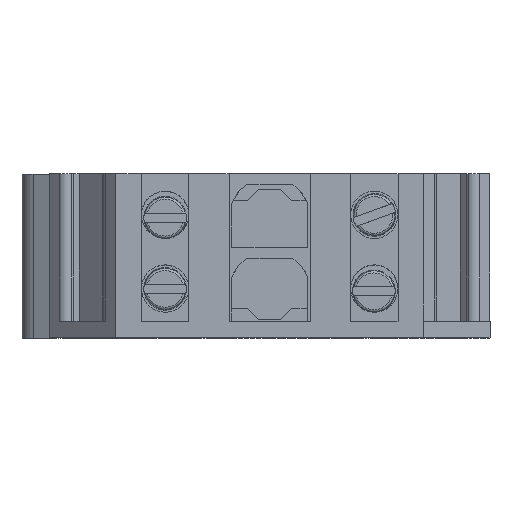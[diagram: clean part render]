
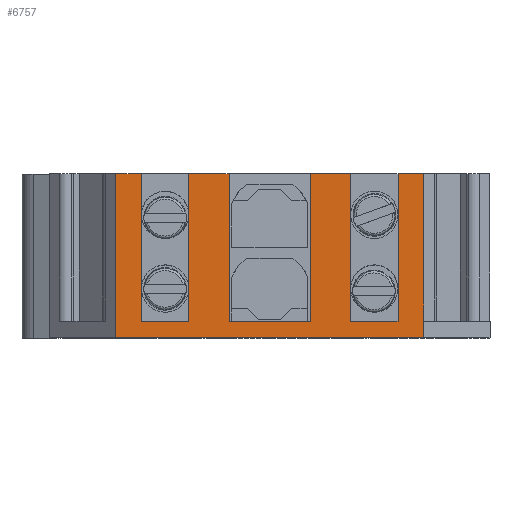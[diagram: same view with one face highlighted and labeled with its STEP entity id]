
A CAD part, top view. The second image highlights one B-rep face of the part: STEP entity #6757.
In plain terms, the highlighted planar face has unit normal (0, 0, 1).
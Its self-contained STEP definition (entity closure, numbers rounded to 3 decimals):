
#1291=ORIENTED_EDGE('',*,*,#1729,.F.);
#1292=ORIENTED_EDGE('',*,*,#1861,.F.);
#1293=ORIENTED_EDGE('',*,*,#1751,.T.);
#1294=ORIENTED_EDGE('',*,*,#2255,.T.);
#1295=ORIENTED_EDGE('',*,*,#1983,.F.);
#1296=ORIENTED_EDGE('',*,*,#2256,.F.);
#1297=ORIENTED_EDGE('',*,*,#1969,.T.);
#1298=ORIENTED_EDGE('',*,*,#2257,.T.);
#1299=ORIENTED_EDGE('',*,*,#2082,.F.);
#1300=ORIENTED_EDGE('',*,*,#2210,.F.);
#1301=ORIENTED_EDGE('',*,*,#2205,.T.);
#1302=ORIENTED_EDGE('',*,*,#2254,.T.);
#1303=ORIENTED_EDGE('',*,*,#2079,.F.);
#1304=ORIENTED_EDGE('',*,*,#2258,.F.);
#1305=ORIENTED_EDGE('',*,*,#2088,.T.);
#1306=ORIENTED_EDGE('',*,*,#2259,.T.);
#1307=ORIENTED_EDGE('',*,*,#2075,.F.);
#1729=EDGE_CURVE('',#2440,#2441,#2901,.T.);
#1751=EDGE_CURVE('',#2456,#2455,#2911,.T.);
#1861=EDGE_CURVE('',#2456,#2440,#2994,.T.);
#1969=EDGE_CURVE('',#2642,#2641,#3079,.T.);
#1983=EDGE_CURVE('',#2649,#2650,#3088,.T.);
#2075=EDGE_CURVE('',#2441,#2739,#3148,.T.);
#2079=EDGE_CURVE('',#2742,#2743,#3152,.T.);
#2082=EDGE_CURVE('',#2744,#2648,#3155,.T.);
#2088=EDGE_CURVE('',#2750,#2749,#3160,.T.);
#2205=EDGE_CURVE('',#2784,#2783,#3264,.T.);
#2210=EDGE_CURVE('',#2784,#2744,#3269,.T.);
#2254=EDGE_CURVE('',#2783,#2743,#3313,.T.);
#2255=EDGE_CURVE('',#2455,#2650,#3314,.T.);
#2256=EDGE_CURVE('',#2642,#2649,#3315,.T.);
#2257=EDGE_CURVE('',#2641,#2648,#3316,.T.);
#2258=EDGE_CURVE('',#2750,#2742,#3317,.T.);
#2259=EDGE_CURVE('',#2749,#2739,#3318,.T.);
#2440=VERTEX_POINT('',#8698);
#2441=VERTEX_POINT('',#8700);
#2455=VERTEX_POINT('',#8765);
#2456=VERTEX_POINT('',#8767);
#2641=VERTEX_POINT('',#9237);
#2642=VERTEX_POINT('',#9239);
#2648=VERTEX_POINT('',#9262);
#2649=VERTEX_POINT('',#9264);
#2650=VERTEX_POINT('',#9266);
#2739=VERTEX_POINT('',#9447);
#2742=VERTEX_POINT('',#9453);
#2743=VERTEX_POINT('',#9455);
#2744=VERTEX_POINT('',#9458);
#2749=VERTEX_POINT('',#9471);
#2750=VERTEX_POINT('',#9473);
#2783=VERTEX_POINT('',#9695);
#2784=VERTEX_POINT('',#9697);
#2901=LINE('',#8699,#3454);
#2911=LINE('',#8766,#3464);
#2994=LINE('',#8988,#3547);
#3079=LINE('',#9238,#3632);
#3088=LINE('',#9265,#3641);
#3148=LINE('',#9446,#3701);
#3152=LINE('',#9454,#3705);
#3155=LINE('',#9459,#3708);
#3160=LINE('',#9472,#3713);
#3264=LINE('',#9696,#3817);
#3269=LINE('',#9705,#3822);
#3313=LINE('',#9797,#3866);
#3314=LINE('',#9802,#3867);
#3315=LINE('',#9803,#3868);
#3316=LINE('',#9804,#3869);
#3317=LINE('',#9805,#3870);
#3318=LINE('',#9806,#3871);
#3454=VECTOR('',#7321,1000.);
#3464=VECTOR('',#7351,1000.);
#3547=VECTOR('',#7506,1000.);
#3632=VECTOR('',#7681,1000.);
#3641=VECTOR('',#7710,1000.);
#3701=VECTOR('',#7834,1000.);
#3705=VECTOR('',#7838,1000.);
#3708=VECTOR('',#7841,1000.);
#3713=VECTOR('',#7852,1000.);
#3817=VECTOR('',#8114,1000.);
#3822=VECTOR('',#8121,1000.);
#3866=VECTOR('',#8251,1000.);
#3867=VECTOR('',#8260,1000.);
#3868=VECTOR('',#8261,1000.);
#3869=VECTOR('',#8262,1000.);
#3870=VECTOR('',#8263,1000.);
#3871=VECTOR('',#8264,1000.);
#4178=EDGE_LOOP('',(#1291,#1292,#1293,#1294,#1295,#1296,#1297,#1298,#1299,
#1300,#1301,#1302,#1303,#1304,#1305,#1306,#1307));
#4452=FACE_BOUND('',#4178,.T.);
#4667=PLANE('',#7137);
#6757=ADVANCED_FACE('',(#4452),#4667,.F.);
#7137=AXIS2_PLACEMENT_3D('',#9801,#8258,#8259);
#7321=DIRECTION('',(0.,1.,0.));
#7351=DIRECTION('',(0.,1.,0.));
#7506=DIRECTION('',(-1.,0.,0.));
#7681=DIRECTION('',(-1.,0.,0.));
#7710=DIRECTION('',(1.,0.,0.));
#7834=DIRECTION('',(1.,0.,0.));
#7838=DIRECTION('',(1.,0.,0.));
#7841=DIRECTION('',(1.,0.,0.));
#7852=DIRECTION('',(-1.,0.,0.));
#8114=DIRECTION('',(-1.,0.,0.));
#8121=DIRECTION('',(0.,1.,0.));
#8251=DIRECTION('',(0.,1.,0.));
#8258=DIRECTION('',(0.,0.,-1.));
#8259=DIRECTION('',(0.,1.,0.));
#8260=DIRECTION('',(0.,1.,0.));
#8261=DIRECTION('',(0.,1.,0.));
#8262=DIRECTION('',(0.,1.,0.));
#8263=DIRECTION('',(0.,1.,0.));
#8264=DIRECTION('',(0.,1.,0.));
#8698=CARTESIAN_POINT('',(-13.999,-8.198,22.899));
#8699=CARTESIAN_POINT('',(-13.999,-8.198,22.899));
#8700=CARTESIAN_POINT('',(-13.999,6.7,22.899));
#8765=CARTESIAN_POINT('',(14.001,-6.698,22.899));
#8766=CARTESIAN_POINT('',(14.001,-8.198,22.899));
#8767=CARTESIAN_POINT('',(14.001,-8.198,22.899));
#8988=CARTESIAN_POINT('',(14.001,-8.198,22.899));
#9237=CARTESIAN_POINT('',(7.347,-6.698,22.899));
#9238=CARTESIAN_POINT('',(14.001,-6.698,22.899));
#9239=CARTESIAN_POINT('',(11.647,-6.698,22.899));
#9262=CARTESIAN_POINT('',(7.347,6.7,22.899));
#9264=CARTESIAN_POINT('',(11.647,6.7,22.899));
#9265=CARTESIAN_POINT('',(14.001,6.7,22.899));
#9266=CARTESIAN_POINT('',(14.001,6.7,22.899));
#9446=CARTESIAN_POINT('',(-11.653,6.7,22.899));
#9447=CARTESIAN_POINT('',(-11.653,6.7,22.899));
#9453=CARTESIAN_POINT('',(-7.353,6.7,22.899));
#9454=CARTESIAN_POINT('',(-3.7,6.7,22.899));
#9455=CARTESIAN_POINT('',(-3.7,6.7,22.899));
#9458=CARTESIAN_POINT('',(3.7,6.7,22.899));
#9459=CARTESIAN_POINT('',(7.347,6.7,22.899));
#9471=CARTESIAN_POINT('',(-11.653,-6.698,22.899));
#9472=CARTESIAN_POINT('',(14.001,-6.698,22.899));
#9473=CARTESIAN_POINT('',(-7.353,-6.698,22.899));
#9695=CARTESIAN_POINT('',(-3.7,-6.698,22.899));
#9696=CARTESIAN_POINT('',(14.001,-6.698,22.899));
#9697=CARTESIAN_POINT('',(3.7,-6.698,22.899));
#9705=CARTESIAN_POINT('',(3.7,-8.198,22.899));
#9797=CARTESIAN_POINT('',(-3.7,-8.198,22.899));
#9801=CARTESIAN_POINT('',(14.001,-8.198,22.899));
#9802=CARTESIAN_POINT('',(14.001,-8.198,22.899));
#9803=CARTESIAN_POINT('',(11.647,-8.198,22.899));
#9804=CARTESIAN_POINT('',(7.347,-8.198,22.899));
#9805=CARTESIAN_POINT('',(-7.353,-8.198,22.899));
#9806=CARTESIAN_POINT('',(-11.653,-8.198,22.899));
